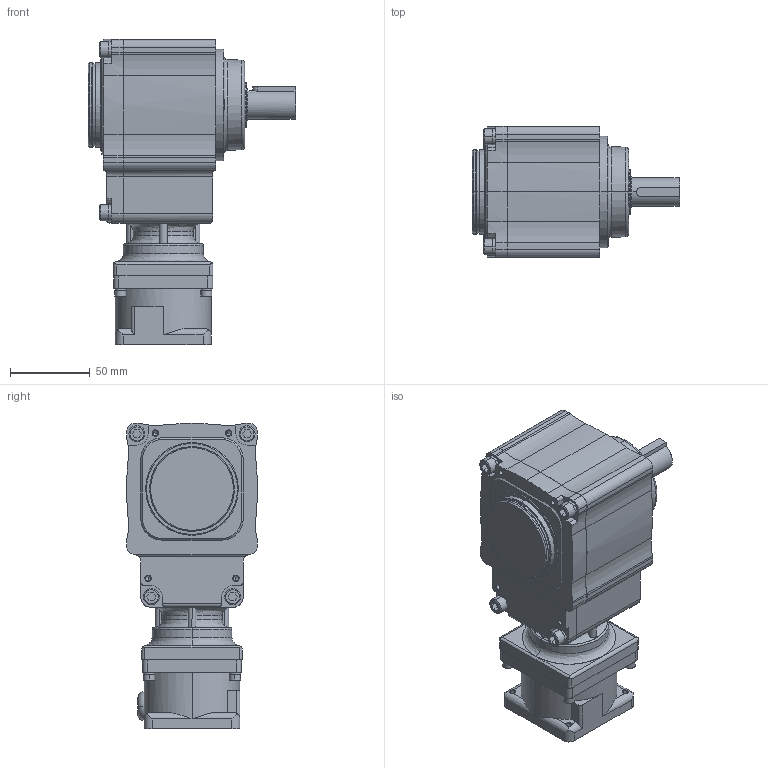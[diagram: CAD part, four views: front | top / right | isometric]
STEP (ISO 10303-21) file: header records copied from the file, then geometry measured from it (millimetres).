
FILE_DESCRIPTION (( 'STEP AP203' ), '1' );
FILE_NAME ('AFCZ18L-10L200S3_T-8975.STEP', '2021-04-08T09:29:56', ( '' ), ( '' ), 'SwSTEP 2.0', 'SolidWorks 2020', '' );
FILE_SCHEMA (( 'CONFIG_CONTROL_DESIGN' ));
Length unit declared in the file: millimetre
Products named in the file (3): AFCZ18L-10L200S3_T-8975; _AFC18L-3_Gear head; 1218F-200-S3_200W_Bracket T-8957
Assembly tree (2 placements, depth 2):
  AFCZ18L-10L200S3_T-8975
    _AFC18L-3_Gear head
    1218F-200-S3_200W_Bracket T-8957
Bounding box: 130 x 82 x 191 mm (x, y, z)
Volume: 864189.8 mm3; surface area: 89672.4 mm2
Topology: 2 solids, 2 shells, 608 faces, 1507 edges, 948 vertices
Faces by surface type: cylinder 250, plane 243, cone 93, bspline 20, torus 2
Entity records: 19595 total; most frequent: CARTESIAN_POINT 4787, DIRECTION 3120, ORIENTED_EDGE 2978, EDGE_CURVE 1489, AXIS2_PLACEMENT_3D 1163, VERTEX_POINT 948, LINE 794, VECTOR 794
